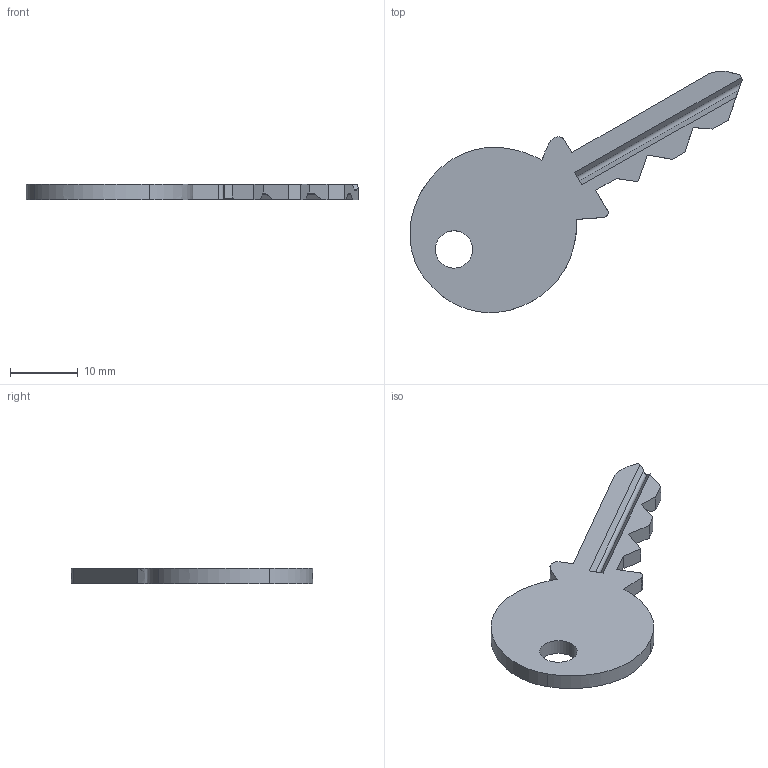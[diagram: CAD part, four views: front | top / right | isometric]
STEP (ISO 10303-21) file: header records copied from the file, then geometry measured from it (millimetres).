
FILE_DESCRIPTION(('FreeCAD Model'),'2;1');
FILE_NAME( 'LeonAthletic.step', '2015-03-03T00:55:41',('FreeCAD'),('FreeCAD'), 'Open CASCADE STEP processor 6.7','FreeCAD','Unknown');
FILE_SCHEMA(('AUTOMOTIVE_DESIGN_CC2 { 1 2 10303 214 -1 1 5 4 }'));
Length unit declared in the file: millimetre
Products named in the file (1): key-model-1
Bounding box: 48.94 x 35.57 x 2.3 mm (x, y, z)
Volume: 1449.7 mm3; surface area: 1781.7 mm2
Topology: 1 solids, 1 shells, 44 faces, 126 edges, 84 vertices
Faces by surface type: extrusion 24, plane 16, cylinder 4
Full cylindrical faces by diameter (mm): 5.5 x1
Entity records: 5306 total; most frequent: CARTESIAN_POINT 3082, DIRECTION 277, ORIENTED_EDGE 252, PCURVE 252, DEFINITIONAL_REPRESENTATION 252, VECTOR 223, LINE 199, B_SPLINE_CURVE_WITH_KNOTS 193
